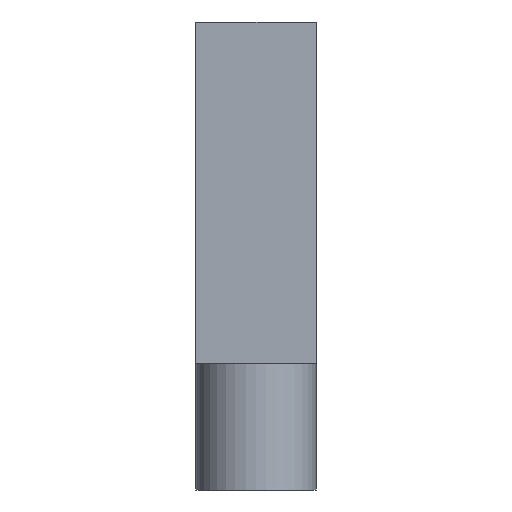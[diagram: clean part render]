
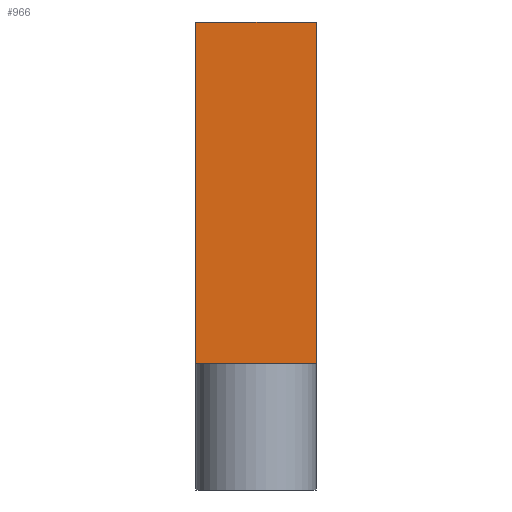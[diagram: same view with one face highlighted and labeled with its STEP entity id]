
A CAD part, left-side view. The second image highlights one B-rep face of the part: STEP entity #966.
In plain terms, the highlighted planar face has unit normal (-1, 0, 0).
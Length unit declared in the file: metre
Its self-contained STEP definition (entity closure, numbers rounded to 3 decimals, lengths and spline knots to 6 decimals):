
#57=LINE('',#1536,#95);
#72=LINE('',#1574,#110);
#74=LINE('',#1580,#112);
#75=LINE('',#1582,#113);
#76=LINE('',#1682,#114);
#78=LINE('',#1685,#116);
#95=VECTOR('',#1224,1.);
#110=VECTOR('',#1255,1.);
#112=VECTOR('',#1263,1.);
#113=VECTOR('',#1264,1.);
#114=VECTOR('',#1405,1.);
#116=VECTOR('',#1409,1.);
#298=ORIENTED_EDGE('',*,*,#377,.T.);
#299=ORIENTED_EDGE('',*,*,#401,.T.);
#300=ORIENTED_EDGE('',*,*,#435,.T.);
#301=ORIENTED_EDGE('',*,*,#402,.T.);
#302=ORIENTED_EDGE('',*,*,#398,.F.);
#303=ORIENTED_EDGE('',*,*,#437,.F.);
#377=EDGE_CURVE('',#485,#484,#57,.T.);
#398=EDGE_CURVE('',#499,#500,#72,.T.);
#401=EDGE_CURVE('',#484,#501,#74,.T.);
#402=EDGE_CURVE('',#502,#500,#75,.T.);
#435=EDGE_CURVE('',#501,#502,#76,.T.);
#437=EDGE_CURVE('',#485,#499,#78,.T.);
#484=VERTEX_POINT('',#1535);
#485=VERTEX_POINT('',#1537);
#499=VERTEX_POINT('',#1573);
#500=VERTEX_POINT('',#1575);
#501=VERTEX_POINT('',#1581);
#502=VERTEX_POINT('',#1583);
#723=EDGE_LOOP('',(#298,#299,#300,#301,#302,#303));
#861=FACE_BOUND('',#723,.T.);
#903=PLANE('',#1115);
#966=ADVANCED_FACE('',(#861),#903,.F.);
#1115=AXIS2_PLACEMENT_3D('',#1688,#1413,#1414);
#1224=DIRECTION('',(0.,0.,-1.));
#1255=DIRECTION('',(0.,0.,-1.));
#1263=DIRECTION('',(0.,-1.,0.));
#1264=DIRECTION('',(0.,-1.,0.));
#1405=DIRECTION('',(0.,-1.,0.));
#1409=DIRECTION('',(0.,-1.,0.));
#1413=DIRECTION('',(1.,0.,0.));
#1414=DIRECTION('',(0.,1.,0.));
#1535=CARTESIAN_POINT('',(-0.03143,0.00369,0.00776));
#1536=CARTESIAN_POINT('',(-0.03143,0.00369,0.01826));
#1537=CARTESIAN_POINT('',(-0.03143,0.00369,0.02876));
#1573=CARTESIAN_POINT('',(-0.03143,-0.00369,0.02876));
#1574=CARTESIAN_POINT('',(-0.03143,-0.00369,0.01826));
#1575=CARTESIAN_POINT('',(-0.03143,-0.00369,0.00776));
#1580=CARTESIAN_POINT('',(-0.03143,0.,0.00776));
#1581=CARTESIAN_POINT('',(-0.03143,0.003067,0.00776));
#1582=CARTESIAN_POINT('',(-0.03143,0.,0.00776));
#1583=CARTESIAN_POINT('',(-0.03143,-0.003067,0.00776));
#1682=CARTESIAN_POINT('',(-0.03143,0.,0.00776));
#1685=CARTESIAN_POINT('',(-0.03143,0.,0.02876));
#1688=CARTESIAN_POINT('',(-0.03143,0.,0.01826));
